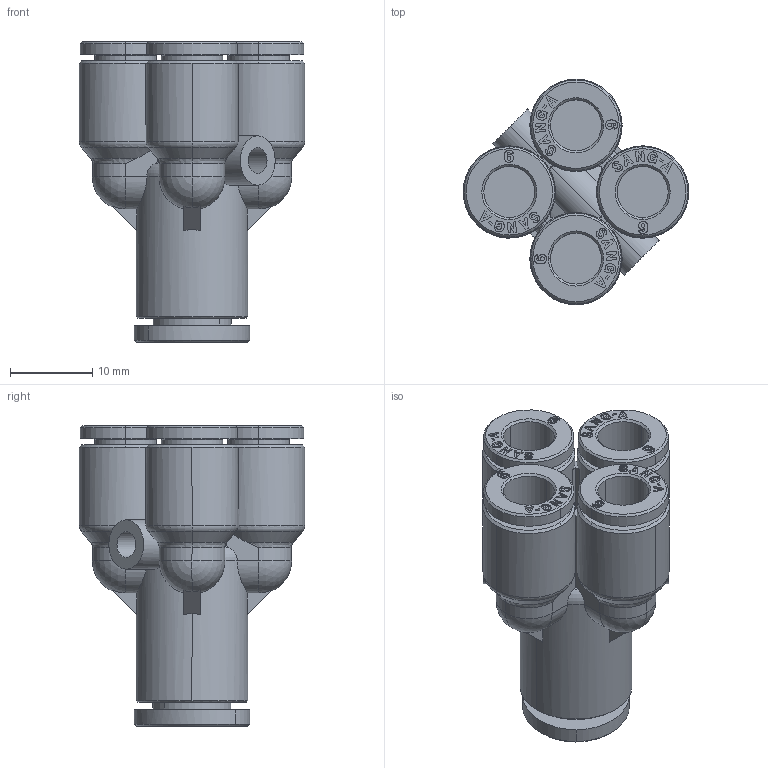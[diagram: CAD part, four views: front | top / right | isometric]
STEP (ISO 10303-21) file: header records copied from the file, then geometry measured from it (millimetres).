
FILE_DESCRIPTION((''),'2;1');
FILE_NAME('GPXG 0806(3D).stp','2012-12-27T19:39:38',(''),(''),'Mechanical Desktop.R8.0.24.0','Mechanical Desktop.R8.0.24.0',', , ');
FILE_SCHEMA(('CONFIG_CONTROL_DESIGN'));
Length unit declared in the file: millimetre
Products named in the file (2): GPXG 0806(3D); ºÎÇ°1
Assembly tree (1 placements, depth 2):
  GPXG 0806(3D)
    ºÎÇ°1
Bounding box: 27.4 x 27.4 x 36.55 mm (x, y, z)
Volume: 6600.9 mm3; surface area: 6148.4 mm2
Topology: 1 solids, 1 shells, 1379 faces, 3877 edges, 2563 vertices
Faces by surface type: plane 1047, bspline 141, cylinder 115, cone 50, torus 14, sphere 12
Entity records: 46872 total; most frequent: CARTESIAN_POINT 11291, ORIENTED_EDGE 7738, DIRECTION 6893, EDGE_CURVE 3869, VECTOR 3159, LINE 3159, VERTEX_POINT 2563, AXIS2_PLACEMENT_3D 1867
